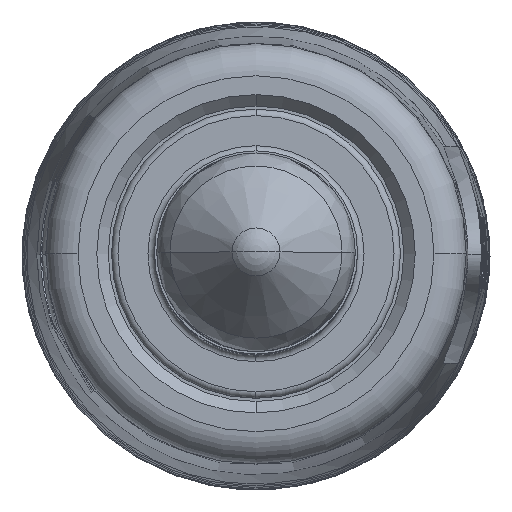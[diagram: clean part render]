
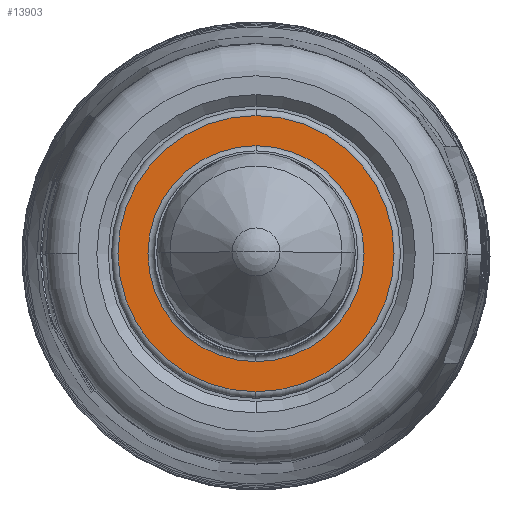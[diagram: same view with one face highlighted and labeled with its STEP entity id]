
A CAD part, top view. The second image highlights one B-rep face of the part: STEP entity #13903.
In plain terms, the highlighted planar face has unit normal (0, 0, 1).
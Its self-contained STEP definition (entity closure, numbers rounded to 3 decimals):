
#4520=CARTESIAN_POINT('',(0.,0.,0.));
#4521=DIRECTION('',(0.,0.,1.));
#4522=DIRECTION('',(0.,-1.,0.));
#4523=AXIS2_PLACEMENT_3D('',#4520,#4521,#4522);
#4535=CARTESIAN_POINT('',(0.,0.,0.));
#4536=DIRECTION('',(0.,0.,1.));
#4537=DIRECTION('',(0.,-1.,0.));
#4538=AXIS2_PLACEMENT_3D('',#4535,#4536,#4537);
#4550=CARTESIAN_POINT('',(0.,0.,0.));
#4551=DIRECTION('',(0.,0.,1.));
#4552=DIRECTION('',(0.,1.,0.));
#4553=AXIS2_PLACEMENT_3D('',#4550,#4551,#4552);
#4821=CARTESIAN_POINT('',(0.,0.,0.));
#4822=DIRECTION('',(0.,0.,1.));
#4823=DIRECTION('',(0.,1.,0.));
#4824=AXIS2_PLACEMENT_3D('',#4821,#4822,#4823);
#5332=CARTESIAN_POINT('',(0.,-3.345,0.));
#5333=CARTESIAN_POINT('',(0.,3.345,0.));
#5334=VERTEX_POINT('',#5332);
#5335=VERTEX_POINT('',#5333);
#5340=CARTESIAN_POINT('',(0.,-4.275,0.));
#5341=CARTESIAN_POINT('',(0.,4.275,0.));
#5342=VERTEX_POINT('',#5340);
#5343=VERTEX_POINT('',#5341);
#13887=CARTESIAN_POINT('',(0.,0.,0.));
#13888=DIRECTION('',(0.,0.,1.));
#13889=DIRECTION('',(0.,1.,0.));
#13890=AXIS2_PLACEMENT_3D('',#13887,#13888,#13889);
#13891=PLANE('',#13890);
#13892=ORIENTED_EDGE('',*,*,#13877,.F.);
#13894=ORIENTED_EDGE('',*,*,#13893,.F.);
#13895=EDGE_LOOP('',(#13892,#13894));
#13896=FACE_OUTER_BOUND('',#13895,.F.);
#13898=ORIENTED_EDGE('',*,*,#13897,.T.);
#13900=ORIENTED_EDGE('',*,*,#13899,.T.);
#13901=EDGE_LOOP('',(#13898,#13900));
#13902=FACE_BOUND('',#13901,.F.);
#13903=ADVANCED_FACE('',(#13896,#13902),#13891,.T.);
#4524=CIRCLE('',#4523,4.275);
#4539=CIRCLE('',#4538,3.345);
#4554=CIRCLE('',#4553,3.345);
#4825=CIRCLE('',#4824,4.275);
#13877=EDGE_CURVE('',#5342,#5343,#4524,.T.);
#13893=EDGE_CURVE('',#5343,#5342,#4825,.T.);
#13897=EDGE_CURVE('',#5334,#5335,#4539,.T.);
#13899=EDGE_CURVE('',#5335,#5334,#4554,.T.);
